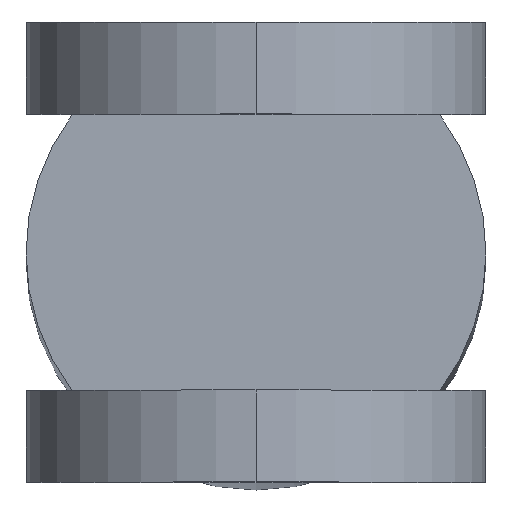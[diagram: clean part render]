
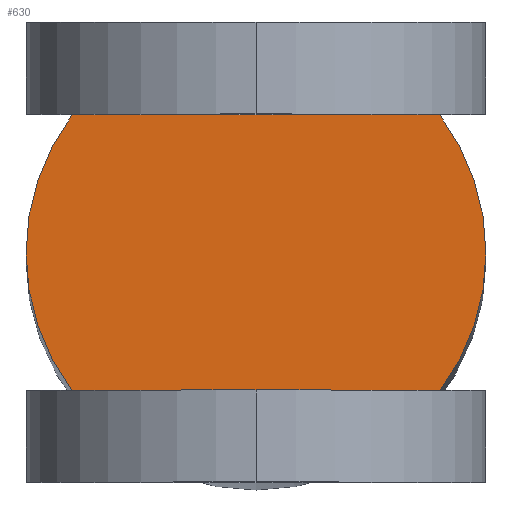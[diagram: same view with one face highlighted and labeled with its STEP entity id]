
A CAD part, top view. The second image highlights one B-rep face of the part: STEP entity #630.
In plain terms, the highlighted planar face has unit normal (0, 0, 1).
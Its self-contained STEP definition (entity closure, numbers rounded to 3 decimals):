
#17 = DIRECTION ( 'NONE',  ( -1., 0., 0. ) ) ;
#29 = EDGE_CURVE ( 'NONE', #142, #79, #590, .T. ) ;
#40 = CARTESIAN_POINT ( 'NONE',  ( 25., 0., 440. ) ) ;
#43 = PLANE ( 'NONE',  #619 ) ;
#45 = EDGE_CURVE ( 'NONE', #79, #70, #348, .T. ) ;
#53 = DIRECTION ( 'NONE',  ( -1., 0., 0. ) ) ;
#57 = DIRECTION ( 'NONE',  ( 0., 0., -1. ) ) ;
#61 = DIRECTION ( 'NONE',  ( 0.8, -0.6, 0. ) ) ;
#62 = ORIENTED_EDGE ( 'NONE', *, *, #319, .T. ) ;
#70 = VERTEX_POINT ( 'NONE', #666 ) ;
#72 = DIRECTION ( 'NONE',  ( 0., 0., 1. ) ) ;
#76 = DIRECTION ( 'NONE',  ( 1., 0., 0. ) ) ;
#79 = VERTEX_POINT ( 'NONE', #242 ) ;
#106 = CIRCLE ( 'NONE', #171, 25. ) ;
#112 = CARTESIAN_POINT ( 'NONE',  ( 25., -15., 440. ) ) ;
#140 = ORIENTED_EDGE ( 'NONE', *, *, #264, .T. ) ;
#142 = VERTEX_POINT ( 'NONE', #180 ) ;
#147 = EDGE_LOOP ( 'NONE', ( #62, #808, #638, #728, #410, #140 ) ) ;
#171 = AXIS2_PLACEMENT_3D ( 'NONE', #628, #513, #76 ) ;
#180 = CARTESIAN_POINT ( 'NONE',  ( -20., 15., 440. ) ) ;
#186 = EDGE_CURVE ( 'NONE', #496, #211, #306, .T. ) ;
#211 = VERTEX_POINT ( 'NONE', #40 ) ;
#215 = CARTESIAN_POINT ( 'NONE',  ( 20., -15., 440. ) ) ;
#223 = CARTESIAN_POINT ( 'NONE',  ( 0., 0., 440. ) ) ;
#226 = VECTOR ( 'NONE', #338, 1000. ) ;
#228 = CARTESIAN_POINT ( 'NONE',  ( 20., 15., 440. ) ) ;
#242 = CARTESIAN_POINT ( 'NONE',  ( -25., 0., 440. ) ) ;
#264 = EDGE_CURVE ( 'NONE', #211, #514, #106, .T. ) ;
#275 = CARTESIAN_POINT ( 'NONE',  ( 20., -15., 440. ) ) ;
#306 = CIRCLE ( 'NONE', #805, 25. ) ;
#319 = EDGE_CURVE ( 'NONE', #514, #142, #695, .T. ) ;
#338 = DIRECTION ( 'NONE',  ( -1., 0., 0. ) ) ;
#348 = CIRCLE ( 'NONE', #577, 25. ) ;
#371 = CARTESIAN_POINT ( 'NONE',  ( 0., 0., 440. ) ) ;
#374 = DIRECTION ( 'NONE',  ( 0., 0., 1. ) ) ;
#382 = CARTESIAN_POINT ( 'NONE',  ( 0., 0., 440. ) ) ;
#397 = CARTESIAN_POINT ( 'NONE',  ( 20., 15., 440. ) ) ;
#410 = ORIENTED_EDGE ( 'NONE', *, *, #186, .T. ) ;
#417 = DIRECTION ( 'NONE',  ( -0.8, 0.6, 0. ) ) ;
#472 = DIRECTION ( 'NONE',  ( 0., 0., 1. ) ) ;
#488 = EDGE_CURVE ( 'NONE', #496, #70, #651, .T. ) ;
#496 = VERTEX_POINT ( 'NONE', #215 ) ;
#513 = DIRECTION ( 'NONE',  ( 0., 0., 1. ) ) ;
#514 = VERTEX_POINT ( 'NONE', #228 ) ;
#537 = AXIS2_PLACEMENT_3D ( 'NONE', #223, #472, #417 ) ;
#577 = AXIS2_PLACEMENT_3D ( 'NONE', #371, #72, #614 ) ;
#590 = CIRCLE ( 'NONE', #537, 25. ) ;
#614 = DIRECTION ( 'NONE',  ( -1., 0., 0. ) ) ;
#619 = AXIS2_PLACEMENT_3D ( 'NONE', #112, #57, #53 ) ;
#628 = CARTESIAN_POINT ( 'NONE',  ( 0., 0., 440. ) ) ;
#630 = ADVANCED_FACE ( 'NONE', ( #671 ), #43, .F. ) ;
#638 = ORIENTED_EDGE ( 'NONE', *, *, #45, .T. ) ;
#651 = LINE ( 'NONE', #275, #226 ) ;
#666 = CARTESIAN_POINT ( 'NONE',  ( -20., -15., 440. ) ) ;
#671 = FACE_OUTER_BOUND ( 'NONE', #147, .T. ) ;
#685 = VECTOR ( 'NONE', #17, 1000. ) ;
#695 = LINE ( 'NONE', #397, #685 ) ;
#728 = ORIENTED_EDGE ( 'NONE', *, *, #488, .F. ) ;
#805 = AXIS2_PLACEMENT_3D ( 'NONE', #382, #374, #61 ) ;
#808 = ORIENTED_EDGE ( 'NONE', *, *, #29, .T. ) ;
